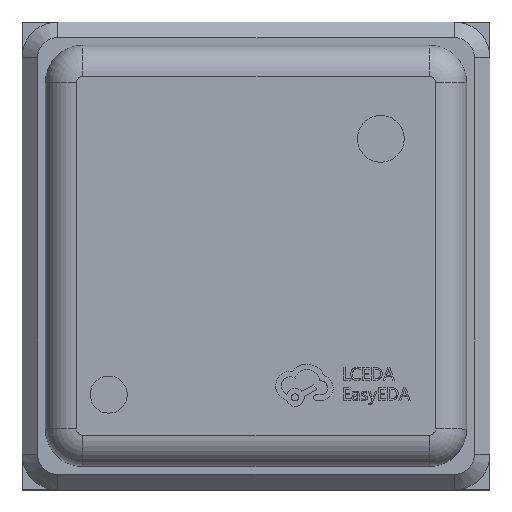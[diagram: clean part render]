
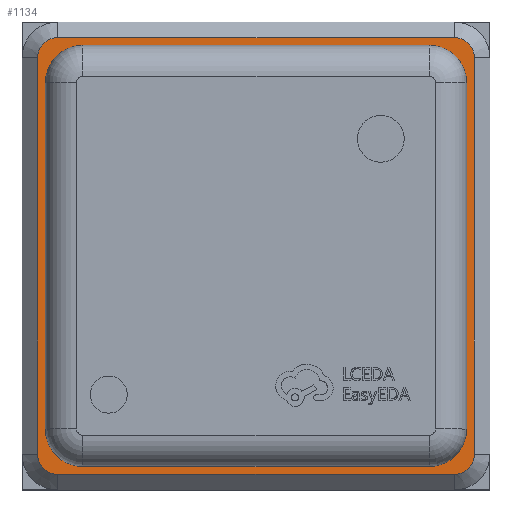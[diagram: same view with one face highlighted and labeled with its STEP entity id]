
A CAD part, top view. The second image highlights one B-rep face of the part: STEP entity #1134.
In plain terms, the highlighted planar face has unit normal (0, 0, 1).
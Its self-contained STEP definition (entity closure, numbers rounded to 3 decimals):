
#63 = EDGE_CURVE ( 'NONE', #16223, #11910, #11098, .T. ) ;
#244 = DIRECTION ( 'NONE',  ( 0., 0., 1. ) ) ;
#405 = VERTEX_POINT ( 'NONE', #2683 ) ;
#583 = ORIENTED_EDGE ( 'NONE', *, *, #14949, .T. ) ;
#731 = ORIENTED_EDGE ( 'NONE', *, *, #9562, .F. ) ;
#735 = VECTOR ( 'NONE', #2429, 1000. ) ;
#864 = CARTESIAN_POINT ( 'NONE',  ( -1.11, 1.35, 0.23 ) ) ;
#1106 = CARTESIAN_POINT ( 'NONE',  ( 1.35, 1.35, 0.23 ) ) ;
#1125 = CIRCLE ( 'NONE', #8831, 0.24 ) ;
#1134 = ADVANCED_FACE ( 'NONE', ( #17407, #18575 ), #4238, .T. ) ;
#1146 = CARTESIAN_POINT ( 'NONE',  ( 1.4, -1.27, 0.23 ) ) ;
#1147 = CIRCLE ( 'NONE', #13420, 0.24 ) ;
#1161 = CARTESIAN_POINT ( 'NONE',  ( -1.11, 1.11, 0.23 ) ) ;
#1223 = VERTEX_POINT ( 'NONE', #6459 ) ;
#1234 = CARTESIAN_POINT ( 'NONE',  ( 1.27, 1.27, 0.23 ) ) ;
#1452 = CARTESIAN_POINT ( 'NONE',  ( -1.27, -1.4, 0.23 ) ) ;
#1565 = CIRCLE ( 'NONE', #14136, 0.24 ) ;
#1839 = VERTEX_POINT ( 'NONE', #3599 ) ;
#1909 = ORIENTED_EDGE ( 'NONE', *, *, #4226, .T. ) ;
#2030 = CARTESIAN_POINT ( 'NONE',  ( 1.11, 1.35, 0.23 ) ) ;
#2178 = AXIS2_PLACEMENT_3D ( 'NONE', #7722, #244, #5990 ) ;
#2429 = DIRECTION ( 'NONE',  ( -1., 0., 0. ) ) ;
#2442 = LINE ( 'NONE', #8824, #12875 ) ;
#2454 = CARTESIAN_POINT ( 'NONE',  ( -1.4, -1.27, 0.23 ) ) ;
#2623 = CARTESIAN_POINT ( 'NONE',  ( -1.27, 1.4, 0.23 ) ) ;
#2683 = CARTESIAN_POINT ( 'NONE',  ( 1.27, 1.4, 0.23 ) ) ;
#2856 = CARTESIAN_POINT ( 'NONE',  ( 1.35, 1.11, 0.23 ) ) ;
#3052 = VECTOR ( 'NONE', #18926, 1000. ) ;
#3278 = ORIENTED_EDGE ( 'NONE', *, *, #15498, .T. ) ;
#3348 = CIRCLE ( 'NONE', #10138, 0.13 ) ;
#3368 = VERTEX_POINT ( 'NONE', #9393 ) ;
#3410 = EDGE_CURVE ( 'NONE', #4314, #16981, #1565, .T. ) ;
#3520 = CIRCLE ( 'NONE', #10909, 0.13 ) ;
#3546 = DIRECTION ( 'NONE',  ( 1., 0., 0. ) ) ;
#3599 = CARTESIAN_POINT ( 'NONE',  ( -1.4, 1.27, 0.23 ) ) ;
#3632 = ORIENTED_EDGE ( 'NONE', *, *, #3779, .T. ) ;
#3633 = CARTESIAN_POINT ( 'NONE',  ( 1.11, 1.11, 0.23 ) ) ;
#3779 = EDGE_CURVE ( 'NONE', #6972, #11910, #8903, .T. ) ;
#4209 = CARTESIAN_POINT ( 'NONE',  ( -1.27, 1.27, 0.23 ) ) ;
#4226 = EDGE_CURVE ( 'NONE', #1223, #405, #3348, .T. ) ;
#4238 = PLANE ( 'NONE',  #2178 ) ;
#4262 = AXIS2_PLACEMENT_3D ( 'NONE', #1161, #5459, #17087 ) ;
#4272 = CARTESIAN_POINT ( 'NONE',  ( -1.4, 1.4, 0.23 ) ) ;
#4283 = EDGE_LOOP ( 'NONE', ( #731, #8408, #9818, #3632, #18644, #16862, #11311, #15618 ) ) ;
#4314 = VERTEX_POINT ( 'NONE', #16840 ) ;
#4437 = LINE ( 'NONE', #14909, #9665 ) ;
#5459 = DIRECTION ( 'NONE',  ( 0., 0., -1. ) ) ;
#5906 = DIRECTION ( 'NONE',  ( 1., 0., 0. ) ) ;
#5935 = VECTOR ( 'NONE', #10172, 1000. ) ;
#5990 = DIRECTION ( 'NONE',  ( 1., 0., 0. ) ) ;
#6197 = ORIENTED_EDGE ( 'NONE', *, *, #12610, .T. ) ;
#6256 = CIRCLE ( 'NONE', #17929, 0.13 ) ;
#6376 = CARTESIAN_POINT ( 'NONE',  ( 1.27, -1.27, 0.23 ) ) ;
#6459 = CARTESIAN_POINT ( 'NONE',  ( 1.4, 1.27, 0.23 ) ) ;
#6638 = CARTESIAN_POINT ( 'NONE',  ( 1.11, -1.35, 0.23 ) ) ;
#6949 = EDGE_CURVE ( 'NONE', #17376, #3368, #2442, .T. ) ;
#6972 = VERTEX_POINT ( 'NONE', #16192 ) ;
#7186 = DIRECTION ( 'NONE',  ( 0., 0., 1. ) ) ;
#7488 = CARTESIAN_POINT ( 'NONE',  ( -1.27, -1.27, 0.23 ) ) ;
#7528 = CARTESIAN_POINT ( 'NONE',  ( 1.35, -1.35, 0.23 ) ) ;
#7722 = CARTESIAN_POINT ( 'NONE',  ( 0., 0., 0.23 ) ) ;
#8015 = VECTOR ( 'NONE', #16413, 1000. ) ;
#8372 = VERTEX_POINT ( 'NONE', #2856 ) ;
#8408 = ORIENTED_EDGE ( 'NONE', *, *, #3410, .T. ) ;
#8525 = EDGE_CURVE ( 'NONE', #12218, #17182, #1147, .T. ) ;
#8690 = EDGE_CURVE ( 'NONE', #11932, #1223, #11094, .T. ) ;
#8824 = CARTESIAN_POINT ( 'NONE',  ( -1.4, -1.4, 0.23 ) ) ;
#8831 = AXIS2_PLACEMENT_3D ( 'NONE', #3633, #16740, #3546 ) ;
#8903 = CIRCLE ( 'NONE', #4262, 0.24 ) ;
#8986 = LINE ( 'NONE', #7528, #13979 ) ;
#9187 = DIRECTION ( 'NONE',  ( 0., 0., -1. ) ) ;
#9231 = LINE ( 'NONE', #13714, #8015 ) ;
#9273 = AXIS2_PLACEMENT_3D ( 'NONE', #7488, #13350, #16033 ) ;
#9393 = CARTESIAN_POINT ( 'NONE',  ( 1.27, -1.4, 0.23 ) ) ;
#9562 = EDGE_CURVE ( 'NONE', #4314, #17182, #13394, .T. ) ;
#9665 = VECTOR ( 'NONE', #11641, 1000. ) ;
#9818 = ORIENTED_EDGE ( 'NONE', *, *, #13433, .F. ) ;
#9883 = VERTEX_POINT ( 'NONE', #2454 ) ;
#9919 = EDGE_LOOP ( 'NONE', ( #583, #10057, #3278, #6197, #15316, #18618, #10416, #1909 ) ) ;
#10057 = ORIENTED_EDGE ( 'NONE', *, *, #17273, .T. ) ;
#10138 = AXIS2_PLACEMENT_3D ( 'NONE', #1234, #7186, #17359 ) ;
#10172 = DIRECTION ( 'NONE',  ( -1., 0., 0. ) ) ;
#10416 = ORIENTED_EDGE ( 'NONE', *, *, #8690, .T. ) ;
#10549 = VECTOR ( 'NONE', #16083, 1000. ) ;
#10773 = EDGE_CURVE ( 'NONE', #3368, #11932, #6256, .T. ) ;
#10909 = AXIS2_PLACEMENT_3D ( 'NONE', #4209, #18637, #18838 ) ;
#11083 = DIRECTION ( 'NONE',  ( 1., 0., 0. ) ) ;
#11094 = LINE ( 'NONE', #15849, #3052 ) ;
#11098 = LINE ( 'NONE', #1106, #735 ) ;
#11311 = ORIENTED_EDGE ( 'NONE', *, *, #11649, .F. ) ;
#11641 = DIRECTION ( 'NONE',  ( 0., -1., 0. ) ) ;
#11649 = EDGE_CURVE ( 'NONE', #12218, #8372, #8986, .T. ) ;
#11657 = CARTESIAN_POINT ( 'NONE',  ( -1.35, -1.35, 0.23 ) ) ;
#11865 = DIRECTION ( 'NONE',  ( 1., 0., 0. ) ) ;
#11910 = VERTEX_POINT ( 'NONE', #864 ) ;
#11932 = VERTEX_POINT ( 'NONE', #1146 ) ;
#12218 = VERTEX_POINT ( 'NONE', #16410 ) ;
#12610 = EDGE_CURVE ( 'NONE', #9883, #17376, #17513, .T. ) ;
#12875 = VECTOR ( 'NONE', #5906, 1000. ) ;
#13131 = CARTESIAN_POINT ( 'NONE',  ( 1.11, -1.11, 0.23 ) ) ;
#13350 = DIRECTION ( 'NONE',  ( 0., 0., 1. ) ) ;
#13390 = DIRECTION ( 'NONE',  ( 0., 1., 0. ) ) ;
#13394 = LINE ( 'NONE', #11657, #10549 ) ;
#13420 = AXIS2_PLACEMENT_3D ( 'NONE', #13131, #17531, #11865 ) ;
#13433 = EDGE_CURVE ( 'NONE', #6972, #16981, #9231, .T. ) ;
#13590 = CARTESIAN_POINT ( 'NONE',  ( -1.11, -1.11, 0.23 ) ) ;
#13714 = CARTESIAN_POINT ( 'NONE',  ( -1.35, 1.35, 0.23 ) ) ;
#13891 = VERTEX_POINT ( 'NONE', #2623 ) ;
#13979 = VECTOR ( 'NONE', #13390, 1000. ) ;
#14136 = AXIS2_PLACEMENT_3D ( 'NONE', #13590, #9187, #11083 ) ;
#14909 = CARTESIAN_POINT ( 'NONE',  ( -1.4, 1.4, 0.23 ) ) ;
#14917 = CARTESIAN_POINT ( 'NONE',  ( -1.35, -1.11, 0.23 ) ) ;
#14949 = EDGE_CURVE ( 'NONE', #405, #13891, #17439, .T. ) ;
#15316 = ORIENTED_EDGE ( 'NONE', *, *, #6949, .T. ) ;
#15498 = EDGE_CURVE ( 'NONE', #1839, #9883, #4437, .T. ) ;
#15618 = ORIENTED_EDGE ( 'NONE', *, *, #8525, .T. ) ;
#15849 = CARTESIAN_POINT ( 'NONE',  ( 1.4, 1.4, 0.23 ) ) ;
#16033 = DIRECTION ( 'NONE',  ( 1., 0., 0. ) ) ;
#16083 = DIRECTION ( 'NONE',  ( 1., 0., 0. ) ) ;
#16192 = CARTESIAN_POINT ( 'NONE',  ( -1.35, 1.11, 0.23 ) ) ;
#16223 = VERTEX_POINT ( 'NONE', #2030 ) ;
#16410 = CARTESIAN_POINT ( 'NONE',  ( 1.35, -1.11, 0.23 ) ) ;
#16413 = DIRECTION ( 'NONE',  ( 0., -1., 0. ) ) ;
#16467 = DIRECTION ( 'NONE',  ( 1., 0., 0. ) ) ;
#16740 = DIRECTION ( 'NONE',  ( 0., 0., -1. ) ) ;
#16838 = DIRECTION ( 'NONE',  ( 0., 0., 1. ) ) ;
#16840 = CARTESIAN_POINT ( 'NONE',  ( -1.11, -1.35, 0.23 ) ) ;
#16862 = ORIENTED_EDGE ( 'NONE', *, *, #18259, .T. ) ;
#16981 = VERTEX_POINT ( 'NONE', #14917 ) ;
#17087 = DIRECTION ( 'NONE',  ( 1., 0., 0. ) ) ;
#17182 = VERTEX_POINT ( 'NONE', #6638 ) ;
#17273 = EDGE_CURVE ( 'NONE', #13891, #1839, #3520, .T. ) ;
#17359 = DIRECTION ( 'NONE',  ( 1., 0., 0. ) ) ;
#17376 = VERTEX_POINT ( 'NONE', #1452 ) ;
#17407 = FACE_BOUND ( 'NONE', #4283, .T. ) ;
#17439 = LINE ( 'NONE', #4272, #5935 ) ;
#17513 = CIRCLE ( 'NONE', #9273, 0.13 ) ;
#17531 = DIRECTION ( 'NONE',  ( 0., 0., -1. ) ) ;
#17929 = AXIS2_PLACEMENT_3D ( 'NONE', #6376, #16838, #16467 ) ;
#18259 = EDGE_CURVE ( 'NONE', #16223, #8372, #1125, .T. ) ;
#18575 = FACE_OUTER_BOUND ( 'NONE', #9919, .T. ) ;
#18618 = ORIENTED_EDGE ( 'NONE', *, *, #10773, .T. ) ;
#18637 = DIRECTION ( 'NONE',  ( 0., 0., 1. ) ) ;
#18644 = ORIENTED_EDGE ( 'NONE', *, *, #63, .F. ) ;
#18838 = DIRECTION ( 'NONE',  ( 1., 0., 0. ) ) ;
#18926 = DIRECTION ( 'NONE',  ( 0., 1., 0. ) ) ;
